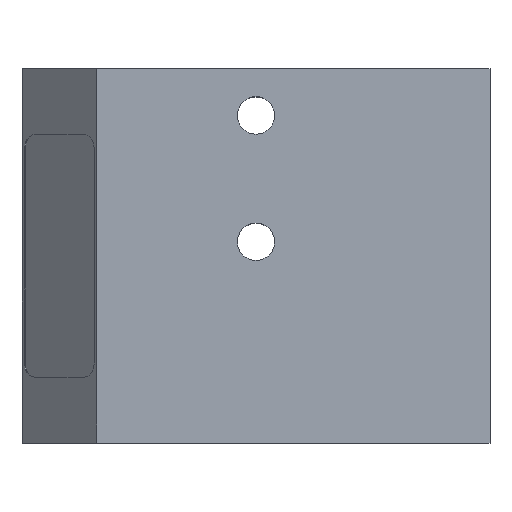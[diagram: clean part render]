
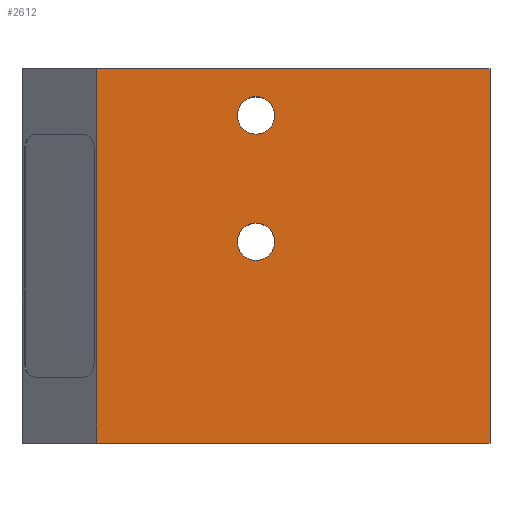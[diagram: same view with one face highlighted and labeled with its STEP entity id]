
A CAD part, top view. The second image highlights one B-rep face of the part: STEP entity #2612.
In plain terms, the highlighted planar face has unit normal (0, 0, 1).
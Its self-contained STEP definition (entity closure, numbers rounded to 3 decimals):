
#65 = PLANE('',#66);
#66 = AXIS2_PLACEMENT_3D('',#67,#68,#69);
#67 = CARTESIAN_POINT('',(25.,0.,0.)
  );
#68 = DIRECTION('',(0.,1.,0.));
#69 = DIRECTION('',(0.,0.,1.));
#175 = PLANE('',#176);
#176 = AXIS2_PLACEMENT_3D('',#177,#178,#179);
#177 = CARTESIAN_POINT('',(50.,20.022,
    0.));
#178 = DIRECTION('',(-1.,0.,0.));
#179 = DIRECTION('',(0.,-1.,0.));
#1087 = PLANE('',#1088);
#1088 = AXIS2_PLACEMENT_3D('',#1089,#1090,#1091);
#1089 = CARTESIAN_POINT('',(4.,30.403,7.));
#1090 = DIRECTION('',(-0.707,0.,0.707));
#1091 = DIRECTION('',(0.707,0.,0.707));
#1685 = VERTEX_POINT('',#1686);
#1686 = CARTESIAN_POINT('',(8.,40.,11.));
#1702 = PLANE('',#1703);
#1703 = AXIS2_PLACEMENT_3D('',#1704,#1705,#1706);
#1704 = CARTESIAN_POINT('',(25.,40.,
    0.));
#1705 = DIRECTION('',(0.,-1.,0.));
#1706 = DIRECTION('',(1.,0.,0.));
#1743 = VERTEX_POINT('',#1744);
#1744 = CARTESIAN_POINT('',(8.,0.,11.));
#1765 = EDGE_CURVE('',#1743,#1685,#1766,.T.);
#1766 = SURFACE_CURVE('',#1767,(#1771,#1778),.PCURVE_S1.);
#1767 = LINE('',#1768,#1769);
#1768 = CARTESIAN_POINT('',(8.,30.403,11.));
#1769 = VECTOR('',#1770,1.);
#1770 = DIRECTION('',(0.,1.,0.));
#1771 = PCURVE('',#1087,#1772);
#1772 = DEFINITIONAL_REPRESENTATION('',(#1773),#1777);
#1773 = LINE('',#1774,#1775);
#1774 = CARTESIAN_POINT('',(5.657,0.));
#1775 = VECTOR('',#1776,1.);
#1776 = DIRECTION('',(0.,1.));
#1777 = ( GEOMETRIC_REPRESENTATION_CONTEXT(2) 
PARAMETRIC_REPRESENTATION_CONTEXT() REPRESENTATION_CONTEXT('2D SPACE',''
  ) );
#1778 = PCURVE('',#1779,#1784);
#1779 = PLANE('',#1780);
#1780 = AXIS2_PLACEMENT_3D('',#1781,#1782,#1783);
#1781 = CARTESIAN_POINT('',(38.245,40.785,11.));
#1782 = DIRECTION('',(0.,0.,1.));
#1783 = DIRECTION('',(1.,0.,0.));
#1784 = DEFINITIONAL_REPRESENTATION('',(#1785),#1789);
#1785 = LINE('',#1786,#1787);
#1786 = CARTESIAN_POINT('',(-30.245,-10.382));
#1787 = VECTOR('',#1788,1.);
#1788 = DIRECTION('',(0.,1.));
#1789 = ( GEOMETRIC_REPRESENTATION_CONTEXT(2) 
PARAMETRIC_REPRESENTATION_CONTEXT() REPRESENTATION_CONTEXT('2D SPACE',''
  ) );
#2101 = EDGE_CURVE('',#1685,#2102,#2104,.T.);
#2102 = VERTEX_POINT('',#2103);
#2103 = CARTESIAN_POINT('',(50.,40.,11.));
#2104 = SURFACE_CURVE('',#2105,(#2109,#2116),.PCURVE_S1.);
#2105 = LINE('',#2106,#2107);
#2106 = CARTESIAN_POINT('',(31.622,40.,11.));
#2107 = VECTOR('',#2108,1.);
#2108 = DIRECTION('',(1.,0.,0.));
#2109 = PCURVE('',#1702,#2110);
#2110 = DEFINITIONAL_REPRESENTATION('',(#2111),#2115);
#2111 = LINE('',#2112,#2113);
#2112 = CARTESIAN_POINT('',(6.622,11.));
#2113 = VECTOR('',#2114,1.);
#2114 = DIRECTION('',(1.,0.));
#2115 = ( GEOMETRIC_REPRESENTATION_CONTEXT(2) 
PARAMETRIC_REPRESENTATION_CONTEXT() REPRESENTATION_CONTEXT('2D SPACE',''
  ) );
#2116 = PCURVE('',#1779,#2117);
#2117 = DEFINITIONAL_REPRESENTATION('',(#2118),#2122);
#2118 = LINE('',#2119,#2120);
#2119 = CARTESIAN_POINT('',(-6.622,-0.785));
#2120 = VECTOR('',#2121,1.);
#2121 = DIRECTION('',(1.,0.));
#2122 = ( GEOMETRIC_REPRESENTATION_CONTEXT(2) 
PARAMETRIC_REPRESENTATION_CONTEXT() REPRESENTATION_CONTEXT('2D SPACE',''
  ) );
#2200 = EDGE_CURVE('',#2102,#2201,#2203,.T.);
#2201 = VERTEX_POINT('',#2202);
#2202 = CARTESIAN_POINT('',(50.,0.,11.));
#2203 = SURFACE_CURVE('',#2204,(#2208,#2215),.PCURVE_S1.);
#2204 = LINE('',#2205,#2206);
#2205 = CARTESIAN_POINT('',(50.,30.403,11.));
#2206 = VECTOR('',#2207,1.);
#2207 = DIRECTION('',(0.,-1.,0.));
#2208 = PCURVE('',#175,#2209);
#2209 = DEFINITIONAL_REPRESENTATION('',(#2210),#2214);
#2210 = LINE('',#2211,#2212);
#2211 = CARTESIAN_POINT('',(-10.382,11.));
#2212 = VECTOR('',#2213,1.);
#2213 = DIRECTION('',(1.,0.));
#2214 = ( GEOMETRIC_REPRESENTATION_CONTEXT(2) 
PARAMETRIC_REPRESENTATION_CONTEXT() REPRESENTATION_CONTEXT('2D SPACE',''
  ) );
#2215 = PCURVE('',#1779,#2216);
#2216 = DEFINITIONAL_REPRESENTATION('',(#2217),#2221);
#2217 = LINE('',#2218,#2219);
#2218 = CARTESIAN_POINT('',(11.755,-10.382));
#2219 = VECTOR('',#2220,1.);
#2220 = DIRECTION('',(0.,-1.));
#2221 = ( GEOMETRIC_REPRESENTATION_CONTEXT(2) 
PARAMETRIC_REPRESENTATION_CONTEXT() REPRESENTATION_CONTEXT('2D SPACE',''
  ) );
#2264 = CYLINDRICAL_SURFACE('',#2265,2.);
#2265 = AXIS2_PLACEMENT_3D('',#2266,#2267,#2268);
#2266 = CARTESIAN_POINT('',(25.,35.,9.5));
#2267 = DIRECTION('',(0.,0.,1.));
#2268 = DIRECTION('',(1.,0.,0.));
#2294 = CYLINDRICAL_SURFACE('',#2295,2.);
#2295 = AXIS2_PLACEMENT_3D('',#2296,#2297,#2298);
#2296 = CARTESIAN_POINT('',(25.,21.5,9.5));
#2297 = DIRECTION('',(0.,0.,1.));
#2298 = DIRECTION('',(1.,0.,0.));
#2334 = EDGE_CURVE('',#2335,#2335,#2337,.T.);
#2335 = VERTEX_POINT('',#2336);
#2336 = CARTESIAN_POINT('',(23.,35.,11.));
#2337 = SURFACE_CURVE('',#2338,(#2343,#2349),.PCURVE_S1.);
#2338 = CIRCLE('',#2339,2.);
#2339 = AXIS2_PLACEMENT_3D('',#2340,#2341,#2342);
#2340 = CARTESIAN_POINT('',(25.,35.,11.));
#2341 = DIRECTION('',(0.,0.,-1.));
#2342 = DIRECTION('',(1.,0.,0.));
#2343 = PCURVE('',#2264,#2344);
#2344 = DEFINITIONAL_REPRESENTATION('',(#2345),#2348);
#2345 = B_SPLINE_CURVE_WITH_KNOTS('',1,(#2346,#2347),.UNSPECIFIED.,.F.,
  .F.,(2,2),(3.142,9.425),.PIECEWISE_BEZIER_KNOTS.);
#2346 = CARTESIAN_POINT('',(9.425,1.5));
#2347 = CARTESIAN_POINT('',(3.142,1.5));
#2348 = ( GEOMETRIC_REPRESENTATION_CONTEXT(2) 
PARAMETRIC_REPRESENTATION_CONTEXT() REPRESENTATION_CONTEXT('2D SPACE',''
  ) );
#2349 = PCURVE('',#1779,#2350);
#2350 = DEFINITIONAL_REPRESENTATION('',(#2351),#2359);
#2351 = ( BOUNDED_CURVE() B_SPLINE_CURVE(2,(#2352,#2353,#2354,#2355,
#2356,#2357,#2358),.UNSPECIFIED.,.F.,.F.) B_SPLINE_CURVE_WITH_KNOTS((1,2
    ,2,2,2,1),(-2.094,0.,2.094,4.189,
6.283,8.378),.UNSPECIFIED.) CURVE() 
GEOMETRIC_REPRESENTATION_ITEM() RATIONAL_B_SPLINE_CURVE((1.,0.5,1.,0.5,
1.,0.5,1.)) REPRESENTATION_ITEM('') );
#2352 = CARTESIAN_POINT('',(-11.245,-5.785));
#2353 = CARTESIAN_POINT('',(-11.245,-9.249));
#2354 = CARTESIAN_POINT('',(-14.245,-7.517));
#2355 = CARTESIAN_POINT('',(-17.245,-5.785));
#2356 = CARTESIAN_POINT('',(-14.245,-4.053));
#2357 = CARTESIAN_POINT('',(-11.245,-2.321));
#2358 = CARTESIAN_POINT('',(-11.245,-5.785));
#2359 = ( GEOMETRIC_REPRESENTATION_CONTEXT(2) 
PARAMETRIC_REPRESENTATION_CONTEXT() REPRESENTATION_CONTEXT('2D SPACE',''
  ) );
#2386 = EDGE_CURVE('',#2387,#2387,#2389,.T.);
#2387 = VERTEX_POINT('',#2388);
#2388 = CARTESIAN_POINT('',(23.,21.5,11.));
#2389 = SURFACE_CURVE('',#2390,(#2395,#2401),.PCURVE_S1.);
#2390 = CIRCLE('',#2391,2.);
#2391 = AXIS2_PLACEMENT_3D('',#2392,#2393,#2394);
#2392 = CARTESIAN_POINT('',(25.,21.5,11.));
#2393 = DIRECTION('',(0.,0.,-1.));
#2394 = DIRECTION('',(1.,0.,0.));
#2395 = PCURVE('',#2294,#2396);
#2396 = DEFINITIONAL_REPRESENTATION('',(#2397),#2400);
#2397 = B_SPLINE_CURVE_WITH_KNOTS('',1,(#2398,#2399),.UNSPECIFIED.,.F.,
  .F.,(2,2),(3.142,9.425),.PIECEWISE_BEZIER_KNOTS.);
#2398 = CARTESIAN_POINT('',(9.425,1.5));
#2399 = CARTESIAN_POINT('',(3.142,1.5));
#2400 = ( GEOMETRIC_REPRESENTATION_CONTEXT(2) 
PARAMETRIC_REPRESENTATION_CONTEXT() REPRESENTATION_CONTEXT('2D SPACE',''
  ) );
#2401 = PCURVE('',#1779,#2402);
#2402 = DEFINITIONAL_REPRESENTATION('',(#2403),#2411);
#2403 = ( BOUNDED_CURVE() B_SPLINE_CURVE(2,(#2404,#2405,#2406,#2407,
#2408,#2409,#2410),.UNSPECIFIED.,.F.,.F.) B_SPLINE_CURVE_WITH_KNOTS((1,2
    ,2,2,2,1),(-2.094,0.,2.094,4.189,
6.283,8.378),.UNSPECIFIED.) CURVE() 
GEOMETRIC_REPRESENTATION_ITEM() RATIONAL_B_SPLINE_CURVE((1.,0.5,1.,0.5,
1.,0.5,1.)) REPRESENTATION_ITEM('') );
#2404 = CARTESIAN_POINT('',(-11.245,-19.285));
#2405 = CARTESIAN_POINT('',(-11.245,-22.749));
#2406 = CARTESIAN_POINT('',(-14.245,-21.017));
#2407 = CARTESIAN_POINT('',(-17.245,-19.285));
#2408 = CARTESIAN_POINT('',(-14.245,-17.553));
#2409 = CARTESIAN_POINT('',(-11.245,-15.821));
#2410 = CARTESIAN_POINT('',(-11.245,-19.285));
#2411 = ( GEOMETRIC_REPRESENTATION_CONTEXT(2) 
PARAMETRIC_REPRESENTATION_CONTEXT() REPRESENTATION_CONTEXT('2D SPACE',''
  ) );
#2612 = ADVANCED_FACE('',(#2613,#2639,#2642),#1779,.T.);
#2613 = FACE_BOUND('',#2614,.T.);
#2614 = EDGE_LOOP('',(#2615,#2616,#2637,#2638));
#2615 = ORIENTED_EDGE('',*,*,#1765,.F.);
#2616 = ORIENTED_EDGE('',*,*,#2617,.T.);
#2617 = EDGE_CURVE('',#1743,#2201,#2618,.T.);
#2618 = SURFACE_CURVE('',#2619,(#2623,#2630),.PCURVE_S1.);
#2619 = LINE('',#2620,#2621);
#2620 = CARTESIAN_POINT('',(50.17,0.,11.));
#2621 = VECTOR('',#2622,1.);
#2622 = DIRECTION('',(1.,0.,0.));
#2623 = PCURVE('',#1779,#2624);
#2624 = DEFINITIONAL_REPRESENTATION('',(#2625),#2629);
#2625 = LINE('',#2626,#2627);
#2626 = CARTESIAN_POINT('',(11.925,-40.785));
#2627 = VECTOR('',#2628,1.);
#2628 = DIRECTION('',(1.,0.));
#2629 = ( GEOMETRIC_REPRESENTATION_CONTEXT(2) 
PARAMETRIC_REPRESENTATION_CONTEXT() REPRESENTATION_CONTEXT('2D SPACE',''
  ) );
#2630 = PCURVE('',#65,#2631);
#2631 = DEFINITIONAL_REPRESENTATION('',(#2632),#2636);
#2632 = LINE('',#2633,#2634);
#2633 = CARTESIAN_POINT('',(11.,25.17));
#2634 = VECTOR('',#2635,1.);
#2635 = DIRECTION('',(0.,1.));
#2636 = ( GEOMETRIC_REPRESENTATION_CONTEXT(2) 
PARAMETRIC_REPRESENTATION_CONTEXT() REPRESENTATION_CONTEXT('2D SPACE',''
  ) );
#2637 = ORIENTED_EDGE('',*,*,#2200,.F.);
#2638 = ORIENTED_EDGE('',*,*,#2101,.F.);
#2639 = FACE_BOUND('',#2640,.T.);
#2640 = EDGE_LOOP('',(#2641));
#2641 = ORIENTED_EDGE('',*,*,#2334,.T.);
#2642 = FACE_BOUND('',#2643,.T.);
#2643 = EDGE_LOOP('',(#2644));
#2644 = ORIENTED_EDGE('',*,*,#2386,.T.);
